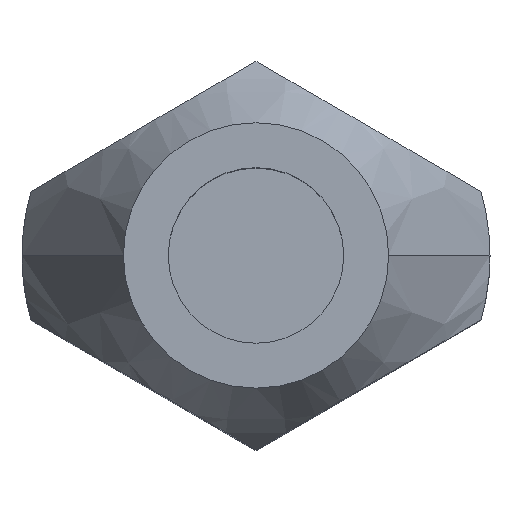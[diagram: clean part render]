
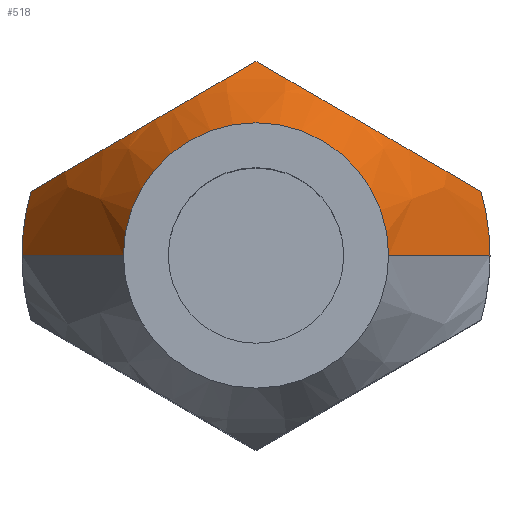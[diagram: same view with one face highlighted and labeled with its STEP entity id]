
A CAD part, top view. The second image highlights one B-rep face of the part: STEP entity #518.
In plain terms, the highlighted conical face has half-angle 30 degrees and reference radius 4 mm.
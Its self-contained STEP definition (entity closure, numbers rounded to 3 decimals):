
#9 = LINE ( 'NONE', #65, #232 ) ;
#11 = CARTESIAN_POINT ( 'NONE',  ( 4., 0., 6. ) ) ;
#13 = CARTESIAN_POINT ( 'NONE',  ( 0., 0., 6. ) ) ;
#25 = ORIENTED_EDGE ( 'NONE', *, *, #389, .T. ) ;
#27 = CARTESIAN_POINT ( 'NONE',  ( -1.949, 2.195, 7.855 ) ) ;
#31 = CARTESIAN_POINT ( 'NONE',  ( -3.846, 1.1, 6. ) ) ;
#39 = CARTESIAN_POINT ( 'NONE',  ( 0.545, 3.006, 7.64 ) ) ;
#51 = CARTESIAN_POINT ( 'NONE',  ( 1.371, 2.529, 7.95 ) ) ;
#55 = CARTESIAN_POINT ( 'NONE',  ( 2.268, 0., 9. ) ) ;
#57 = DIRECTION ( 'NONE',  ( 0., 0., 1. ) ) ;
#65 = CARTESIAN_POINT ( 'NONE',  ( -4., 0., 6. ) ) ;
#73 = CARTESIAN_POINT ( 'NONE',  ( -0.3, 3.147, 7.461 ) ) ;
#76 = CARTESIAN_POINT ( 'NONE',  ( -1.371, 2.529, 7.95 ) ) ;
#80 = CARTESIAN_POINT ( 'NONE',  ( -0.896, 2.803, 7.835 ) ) ;
#82 = ORIENTED_EDGE ( 'NONE', *, *, #557, .T. ) ;
#84 = CARTESIAN_POINT ( 'NONE',  ( -1.177, 2.641, 7.924 ) ) ;
#85 = ORIENTED_EDGE ( 'NONE', *, *, #467, .F. ) ;
#86 = CARTESIAN_POINT ( 'NONE',  ( 1.949, 2.195, 7.855 ) ) ;
#90 = LINE ( 'NONE', #562, #118 ) ;
#95 = CARTESIAN_POINT ( 'NONE',  ( 0.147, 3.235, 7.324 ) ) ;
#105 = CONICAL_SURFACE ( 'NONE', #208, 4., 0.524 ) ;
#109 = ORIENTED_EDGE ( 'NONE', *, *, #239, .F. ) ;
#118 = VECTOR ( 'NONE', #448, 1000. ) ;
#127 = CARTESIAN_POINT ( 'NONE',  ( 0., 3.32, 7.177 ) ) ;
#129 = AXIS2_PLACEMENT_3D ( 'NONE', #299, #57, #633 ) ;
#130 = CARTESIAN_POINT ( 'NONE',  ( -0.147, 3.235, 7.324 ) ) ;
#135 = ORIENTED_EDGE ( 'NONE', *, *, #375, .T. ) ;
#143 = EDGE_CURVE ( 'NONE', #332, #291, #90, .T. ) ;
#144 = EDGE_LOOP ( 'NONE', ( #109, #688, #25, #85, #135, #82, #250 ) ) ;
#152 = FACE_OUTER_BOUND ( 'NONE', #144, .T. ) ;
#162 = CARTESIAN_POINT ( 'NONE',  ( 0.3, 3.147, 7.461 ) ) ;
#168 = AXIS2_PLACEMENT_3D ( 'NONE', #249, #179, #231 ) ;
#179 = DIRECTION ( 'NONE',  ( 0., 0., 1. ) ) ;
#208 = AXIS2_PLACEMENT_3D ( 'NONE', #395, #398, #338 ) ;
#221 = CARTESIAN_POINT ( 'NONE',  ( 3.599, 1.243, 6.343 ) ) ;
#227 = CARTESIAN_POINT ( 'NONE',  ( -4., 0., 6. ) ) ;
#231 = DIRECTION ( 'NONE',  ( 1., 0., 0. ) ) ;
#232 = VECTOR ( 'NONE', #309, 1000. ) ;
#239 = EDGE_CURVE ( 'NONE', #332, #672, #563, .T. ) ;
#243 = CARTESIAN_POINT ( 'NONE',  ( -2.268, 0., 9. ) ) ;
#249 = CARTESIAN_POINT ( 'NONE',  ( 0., 0., 9. ) ) ;
#250 = ORIENTED_EDGE ( 'NONE', *, *, #590, .F. ) ;
#259 = CIRCLE ( 'NONE', #129, 4. ) ;
#266 = DIRECTION ( 'NONE',  ( 1., 0., 0. ) ) ;
#271 = CARTESIAN_POINT ( 'NONE',  ( -2.467, 1.896, 7.546 ) ) ;
#276 = CARTESIAN_POINT ( 'NONE',  ( 1.177, 2.641, 7.924 ) ) ;
#281 = B_SPLINE_CURVE_WITH_KNOTS ( 'NONE', 3,
 ( #447, #95, #162, #39, #282, #741, #286, #390, #276, #51, #503, #552, #86, #501, #292, #387, #514, #671, #221, #748 ),
 .UNSPECIFIED., .F., .F.,
 ( 4, 2, 2, 2, 2, 2, 2, 2, 2, 4 ),
 ( 0., 0.001, 0.001, 0.001, 0.002, 0.002, 0.003, 0.003, 0.004, 0.005 ),
 .UNSPECIFIED. ) ;
#282 = CARTESIAN_POINT ( 'NONE',  ( 0.629, 2.957, 7.695 ) ) ;
#286 = CARTESIAN_POINT ( 'NONE',  ( 0.896, 2.803, 7.835 ) ) ;
#291 = VERTEX_POINT ( 'NONE', #11 ) ;
#292 = CARTESIAN_POINT ( 'NONE',  ( 2.467, 1.896, 7.546 ) ) ;
#299 = CARTESIAN_POINT ( 'NONE',  ( 0., 0., 6. ) ) ;
#309 = DIRECTION ( 'NONE',  ( -0.5, 0., -0.866 ) ) ;
#315 = CARTESIAN_POINT ( 'NONE',  ( -3.342, 1.391, 6.676 ) ) ;
#328 = CARTESIAN_POINT ( 'NONE',  ( -0.545, 3.006, 7.64 ) ) ;
#332 = VERTEX_POINT ( 'NONE', #55 ) ;
#338 = DIRECTION ( 'NONE',  ( -1., 0., 0. ) ) ;
#366 = CARTESIAN_POINT ( 'NONE',  ( -1.469, 2.472, 7.951 ) ) ;
#372 = CARTESIAN_POINT ( 'NONE',  ( -0.805, 2.856, 7.792 ) ) ;
#375 = EDGE_CURVE ( 'NONE', #601, #435, #750, .T. ) ;
#387 = CARTESIAN_POINT ( 'NONE',  ( 2.778, 1.716, 7.279 ) ) ;
#389 = EDGE_CURVE ( 'NONE', #291, #713, #533, .T. ) ;
#390 = CARTESIAN_POINT ( 'NONE',  ( 1.082, 2.696, 7.9 ) ) ;
#395 = CARTESIAN_POINT ( 'NONE',  ( 0., 0., 6. ) ) ;
#398 = DIRECTION ( 'NONE',  ( 0., 0., -1. ) ) ;
#435 = VERTEX_POINT ( 'NONE', #31 ) ;
#444 = CARTESIAN_POINT ( 'NONE',  ( -1.759, 2.305, 7.921 ) ) ;
#446 = VERTEX_POINT ( 'NONE', #227 ) ;
#447 = CARTESIAN_POINT ( 'NONE',  ( 0., 3.32, 7.177 ) ) ;
#448 = DIRECTION ( 'NONE',  ( 0.5, 0., -0.866 ) ) ;
#467 = EDGE_CURVE ( 'NONE', #601, #713, #281, .T. ) ;
#483 = CARTESIAN_POINT ( 'NONE',  ( -2.301, 1.992, 7.668 ) ) ;
#487 = CARTESIAN_POINT ( 'NONE',  ( -0.629, 2.957, 7.695 ) ) ;
#497 = CARTESIAN_POINT ( 'NONE',  ( -3.846, 1.1, 6. ) ) ;
#501 = CARTESIAN_POINT ( 'NONE',  ( 2.301, 1.992, 7.668 ) ) ;
#503 = CARTESIAN_POINT ( 'NONE',  ( 1.469, 2.472, 7.951 ) ) ;
#514 = CARTESIAN_POINT ( 'NONE',  ( 2.923, 1.633, 7.133 ) ) ;
#518 = ADVANCED_FACE ( 'NONE', ( #152 ), #105, .T. ) ;
#521 = AXIS2_PLACEMENT_3D ( 'NONE', #13, #729, #266 ) ;
#533 = CIRCLE ( 'NONE', #521, 4. ) ;
#536 = CARTESIAN_POINT ( 'NONE',  ( -2.923, 1.633, 7.133 ) ) ;
#552 = CARTESIAN_POINT ( 'NONE',  ( 1.759, 2.305, 7.921 ) ) ;
#557 = EDGE_CURVE ( 'NONE', #435, #446, #259, .T. ) ;
#562 = CARTESIAN_POINT ( 'NONE',  ( 4., 0., 6. ) ) ;
#563 = CIRCLE ( 'NONE', #168, 2.268 ) ;
#590 = EDGE_CURVE ( 'NONE', #672, #446, #9, .T. ) ;
#591 = CARTESIAN_POINT ( 'NONE',  ( -1.082, 2.696, 7.9 ) ) ;
#601 = VERTEX_POINT ( 'NONE', #639 ) ;
#633 = DIRECTION ( 'NONE',  ( 1., 0., 0. ) ) ;
#639 = CARTESIAN_POINT ( 'NONE',  ( 0., 3.32, 7.177 ) ) ;
#671 = CARTESIAN_POINT ( 'NONE',  ( 3.342, 1.391, 6.676 ) ) ;
#672 = VERTEX_POINT ( 'NONE', #243 ) ;
#688 = ORIENTED_EDGE ( 'NONE', *, *, #143, .T. ) ;
#708 = CARTESIAN_POINT ( 'NONE',  ( 3.846, 1.1, 6. ) ) ;
#712 = CARTESIAN_POINT ( 'NONE',  ( -3.599, 1.243, 6.343 ) ) ;
#713 = VERTEX_POINT ( 'NONE', #708 ) ;
#715 = CARTESIAN_POINT ( 'NONE',  ( -2.778, 1.716, 7.279 ) ) ;
#729 = DIRECTION ( 'NONE',  ( 0., 0., 1. ) ) ;
#741 = CARTESIAN_POINT ( 'NONE',  ( 0.805, 2.856, 7.792 ) ) ;
#748 = CARTESIAN_POINT ( 'NONE',  ( 3.846, 1.1, 6. ) ) ;
#750 = B_SPLINE_CURVE_WITH_KNOTS ( 'NONE', 3,
 ( #127, #130, #73, #328, #487, #372, #80, #591, #84, #76, #366, #444, #27, #483, #271, #715, #536, #315, #712, #497 ),
 .UNSPECIFIED., .F., .F.,
 ( 4, 2, 2, 2, 2, 2, 2, 2, 2, 4 ),
 ( 0., 0.001, 0.001, 0.001, 0.002, 0.002, 0.003, 0.003, 0.004, 0.005 ),
 .UNSPECIFIED. ) ;
